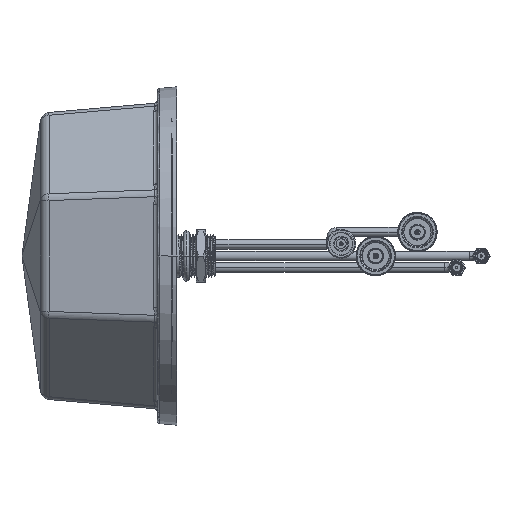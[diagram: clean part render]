
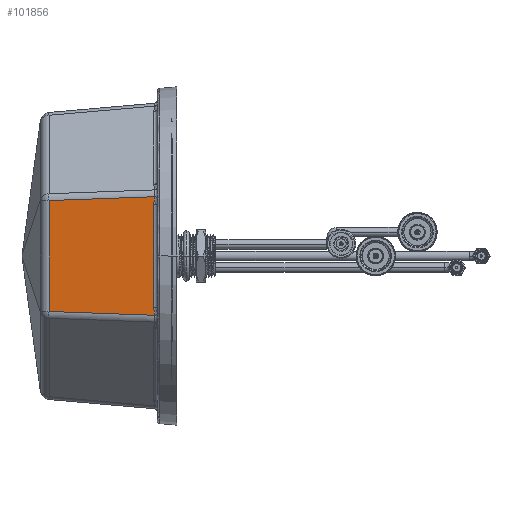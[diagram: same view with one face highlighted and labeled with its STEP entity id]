
A CAD part, left-side view. The second image highlights one B-rep face of the part: STEP entity #101856.
In plain terms, the highlighted planar face has unit normal (-0.996, 0.087, 0).
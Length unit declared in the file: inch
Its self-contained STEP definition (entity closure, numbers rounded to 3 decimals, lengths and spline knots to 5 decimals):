
#1553 = EDGE_CURVE ( 'NONE', #9276, #42322, #101088, .T. ) ;
#2529 = CARTESIAN_POINT ( 'NONE',  ( -3.11002, 0.45504, 1.20698 ) ) ;
#5451 = VERTEX_POINT ( 'NONE', #6169 ) ;
#6169 = CARTESIAN_POINT ( 'NONE',  ( -2.92351, 2.59901, 1.12972 ) ) ;
#6487 = EDGE_LOOP ( 'NONE', ( #20607, #92270, #129632, #15123, #38973, #75272 ) ) ;
#7696 = FACE_OUTER_BOUND ( 'NONE', #6487, .T. ) ;
#7996 = LINE ( 'NONE', #128125, #67477 ) ;
#8338 = PLANE ( 'NONE',  #87772 ) ;
#9045 = CARTESIAN_POINT ( 'NONE',  ( -3.10931, 0.46316, 1.13036 ) ) ;
#9270 = CARTESIAN_POINT ( 'NONE',  ( -2.92351, 2.59901, -1.12972 ) ) ;
#9276 = VERTEX_POINT ( 'NONE', #106888 ) ;
#13776 = CARTESIAN_POINT ( 'NONE',  ( -3.11002, 0.45504, -1.20698 ) ) ;
#15123 = ORIENTED_EDGE ( 'NONE', *, *, #1553, .F. ) ;
#16252 = CARTESIAN_POINT ( 'NONE',  ( -3.1091, 0.46562, 1.05094 ) ) ;
#17687 = CARTESIAN_POINT ( 'NONE',  ( -3.1095, 0.46103, 1.15773 ) ) ;
#18339 = CARTESIAN_POINT ( 'NONE',  ( -3.1092, 0.46441, 1.11084 ) ) ;
#18990 = CARTESIAN_POINT ( 'NONE',  ( -3.10974, 0.45831, 1.1838 ) ) ;
#19637 = CARTESIAN_POINT ( 'NONE',  ( -3.1091, 0.46562, 1.08465 ) ) ;
#20607 = ORIENTED_EDGE ( 'NONE', *, *, #103070, .T. ) ;
#23702 = CARTESIAN_POINT ( 'NONE',  ( -3.10931, 0.46317, -1.13013 ) ) ;
#25006 = CARTESIAN_POINT ( 'NONE',  ( -3.10931, 0.46322, -1.12939 ) ) ;
#25223 = VECTOR ( 'NONE', #44483, 39.37008 ) ;
#26283 = CARTESIAN_POINT ( 'NONE',  ( -3.1091, 0.46562, -1.05094 ) ) ;
#26821 = EDGE_CURVE ( 'NONE', #96366, #70742, #116957, .T. ) ;
#27704 = B_SPLINE_CURVE_WITH_KNOTS ( 'NONE', 3,
 ( #2529, #93590, #82996, #72496 ),
 .UNSPECIFIED., .F., .F.,
 ( 4, 4 ),
 ( 0., 1. ),
 .UNSPECIFIED. ) ;
#28915 = CARTESIAN_POINT ( 'NONE',  ( -3.10955, 0.46039, 1.16441 ) ) ;
#29285 = CARTESIAN_POINT ( 'NONE',  ( -3.11002, 0.45504, -1.20698 ) ) ;
#33573 = CARTESIAN_POINT ( 'NONE',  ( -3.10931, 0.46319, -1.12983 ) ) ;
#37754 = DIRECTION ( 'NONE',  ( 0., 0., -1. ) ) ;
#38734 = CARTESIAN_POINT ( 'NONE',  ( -3.14961, 0., 1.5748 ) ) ;
#38973 = ORIENTED_EDGE ( 'NONE', *, *, #90546, .F. ) ;
#40886 = CARTESIAN_POINT ( 'NONE',  ( -3.11002, 0.45504, 1.20698 ) ) ;
#42322 = VERTEX_POINT ( 'NONE', #29285 ) ;
#43839 = LINE ( 'NONE', #104484, #25223 ) ;
#44483 = DIRECTION ( 'NONE',  ( -0.087, -0.996, -0.036 ) ) ;
#46094 = CARTESIAN_POINT ( 'NONE',  ( -3.10919, 0.46461, -1.10311 ) ) ;
#49381 = CARTESIAN_POINT ( 'NONE',  ( -3.10931, 0.46319, 1.1299 ) ) ;
#50025 = CARTESIAN_POINT ( 'NONE',  ( -3.11002, 0.45504, 1.20698 ) ) ;
#60595 = DIRECTION ( 'NONE',  ( 0., 0., 1. ) ) ;
#63933 = CARTESIAN_POINT ( 'NONE',  ( -3.10921, 0.46434, -1.10925 ) ) ;
#65896 = CARTESIAN_POINT ( 'NONE',  ( -3.1093, 0.46329, -1.12834 ) ) ;
#67477 = VECTOR ( 'NONE', #37754, 39.37008 ) ;
#70742 = VERTEX_POINT ( 'NONE', #16252 ) ;
#72496 = CARTESIAN_POINT ( 'NONE',  ( -2.92351, 2.59901, 1.12972 ) ) ;
#73815 = CARTESIAN_POINT ( 'NONE',  ( -3.10925, 0.46391, -1.11773 ) ) ;
#75272 = ORIENTED_EDGE ( 'NONE', *, *, #26821, .F. ) ;
#77035 = DIRECTION ( 'NONE',  ( 0., 0., -1. ) ) ;
#79595 = DIRECTION ( 'NONE',  ( 0.996, -0.087, 0. ) ) ;
#79650 = CARTESIAN_POINT ( 'NONE',  ( -3.10939, 0.46234, 1.1421 ) ) ;
#82996 = CARTESIAN_POINT ( 'NONE',  ( -2.98568, 1.88435, 1.15548 ) ) ;
#86279 = CARTESIAN_POINT ( 'NONE',  ( -3.10929, 0.46342, -1.12621 ) ) ;
#87772 = AXIS2_PLACEMENT_3D ( 'NONE', #38734, #79595, #77035 ) ;
#88586 = VECTOR ( 'NONE', #60595, 39.37008 ) ;
#90546 = EDGE_CURVE ( 'NONE', #70742, #9276, #7996, .T. ) ;
#92270 = ORIENTED_EDGE ( 'NONE', *, *, #99679, .F. ) ;
#93590 = CARTESIAN_POINT ( 'NONE',  ( -3.04785, 1.1697, 1.18123 ) ) ;
#94094 = EDGE_CURVE ( 'NONE', #105543, #42322, #43839, .T. ) ;
#94261 = CARTESIAN_POINT ( 'NONE',  ( -3.10973, 0.4584, -1.18496 ) ) ;
#95547 = CARTESIAN_POINT ( 'NONE',  ( -3.10931, 0.46317, -1.13019 ) ) ;
#96201 = CARTESIAN_POINT ( 'NONE',  ( -3.10913, 0.4653, -1.08323 ) ) ;
#96366 = VERTEX_POINT ( 'NONE', #40886 ) ;
#98193 = CARTESIAN_POINT ( 'NONE',  ( -3.10933, 0.46301, 1.13264 ) ) ;
#99472 = CARTESIAN_POINT ( 'NONE',  ( -3.10932, 0.46311, 1.13104 ) ) ;
#99522 = LINE ( 'NONE', #110715, #88586 ) ;
#99679 = EDGE_CURVE ( 'NONE', #105543, #5451, #99522, .T. ) ;
#101088 = B_SPLINE_CURVE_WITH_KNOTS ( 'NONE', 3,
 ( #26283, #125256, #96201, #46094, #63933, #73815, #114041, #86279, #65896, #25006, #33573, #23702, #95547, #126538, #94261, #13776 ),
 .UNSPECIFIED., .F., .F.,
 ( 4, 2, 2, 1, 1, 1, 1, 2, 2, 4 ),
 ( 0., 0.25, 0.375, 0.4375, 0.46875, 0.48438, 0.49219, 0.49609, 0.5, 1. ),
 .UNSPECIFIED. ) ;
#101856 = ADVANCED_FACE ( 'NONE', ( #7696 ), #8338, .F. ) ;
#103070 = EDGE_CURVE ( 'NONE', #96366, #5451, #27704, .T. ) ;
#104484 = CARTESIAN_POINT ( 'NONE',  ( -2.92351, 2.59901, -1.12972 ) ) ;
#105543 = VERTEX_POINT ( 'NONE', #9270 ) ;
#106888 = CARTESIAN_POINT ( 'NONE',  ( -3.1091, 0.46562, -1.05094 ) ) ;
#110014 = CARTESIAN_POINT ( 'NONE',  ( -3.10931, 0.46321, 1.12958 ) ) ;
#110715 = CARTESIAN_POINT ( 'NONE',  ( -2.92351, 2.59901, -1.12972 ) ) ;
#114041 = CARTESIAN_POINT ( 'NONE',  ( -3.10927, 0.46369, -1.12179 ) ) ;
#116957 = B_SPLINE_CURVE_WITH_KNOTS ( 'NONE', 3,
 ( #50025, #129815, #18990, #28915, #17687, #118618, #79650, #119936, #98193, #99472, #9045, #49381, #110014, #18339, #19637, #117985 ),
 .UNSPECIFIED., .F., .F.,
 ( 4, 2, 2, 1, 1, 1, 1, 2, 2, 4 ),
 ( 0., 0.25, 0.375, 0.4375, 0.46875, 0.48438, 0.49219, 0.49609, 0.5, 1. ),
 .UNSPECIFIED. ) ;
#117985 = CARTESIAN_POINT ( 'NONE',  ( -3.1091, 0.46562, 1.05094 ) ) ;
#118618 = CARTESIAN_POINT ( 'NONE',  ( -3.10942, 0.46192, 1.14737 ) ) ;
#119936 = CARTESIAN_POINT ( 'NONE',  ( -3.10935, 0.46279, 1.13582 ) ) ;
#125256 = CARTESIAN_POINT ( 'NONE',  ( -3.1091, 0.46562, -1.06804 ) ) ;
#126538 = CARTESIAN_POINT ( 'NONE',  ( -3.10948, 0.46127, -1.15942 ) ) ;
#128125 = CARTESIAN_POINT ( 'NONE',  ( -3.1091, 0.46562, 1.05094 ) ) ;
#129632 = ORIENTED_EDGE ( 'NONE', *, *, #94094, .T. ) ;
#129815 = CARTESIAN_POINT ( 'NONE',  ( -3.10987, 0.45674, 1.19584 ) ) ;
